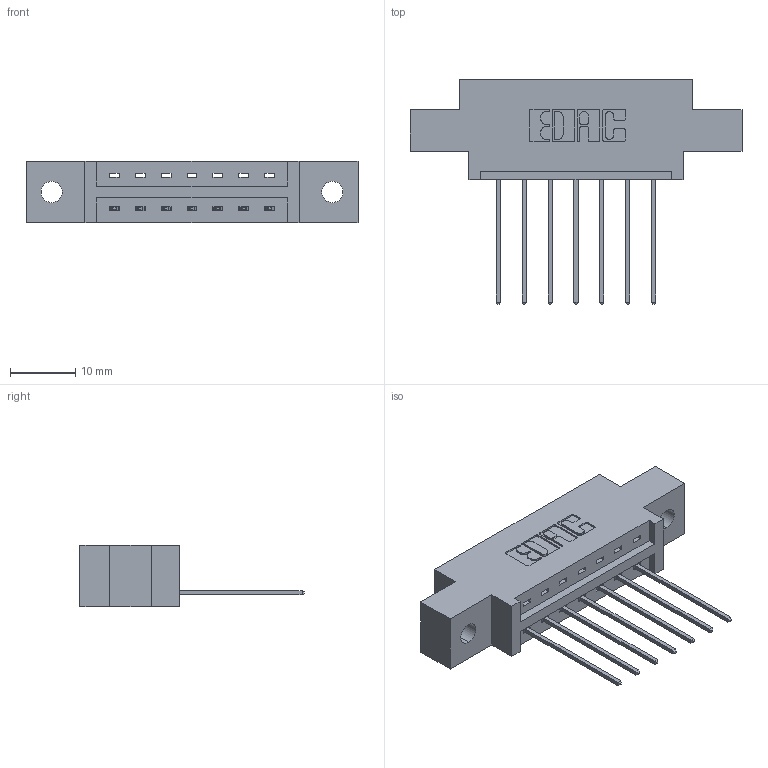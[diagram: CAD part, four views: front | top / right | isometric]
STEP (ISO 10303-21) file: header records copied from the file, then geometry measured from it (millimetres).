
FILE_DESCRIPTION (( 'STEP AP203' ), '1' );
FILE_NAME ('387-007-541-602.STEP', '2019-10-02T02:25:02', ( '' ), ( '' ), 'SwSTEP 2.0', 'SolidWorks 2016', '' );
FILE_SCHEMA (( 'CONFIG_CONTROL_DESIGN' ));
Length unit declared in the file: inch
Products named in the file (3): 387-007-541-602; 337 Part_0.170 Offset - 0.128 Dia; 345-292-001_345-293-141
Assembly tree (8 placements, depth 2):
  387-007-541-602
    337 Part_0.170 Offset - 0.128 Dia
    345-292-001_345-293-141  x7
Bounding box: 50.75 x 34.3 x 9.4 mm (x, y, z)
Volume: 4705.5 mm3; surface area: 4636.8 mm2
Topology: 8 solids, 8 shells, 552 faces, 1639 edges, 1082 vertices
Faces by surface type: plane 396, cylinder 156
Entity records: 9883 total; most frequent: CARTESIAN_POINT 1727, ORIENTED_EDGE 1670, DIRECTION 1525, EDGE_CURVE 835, LINE 707, VECTOR 707, VERTEX_POINT 554, AXIS2_PLACEMENT_3D 409
